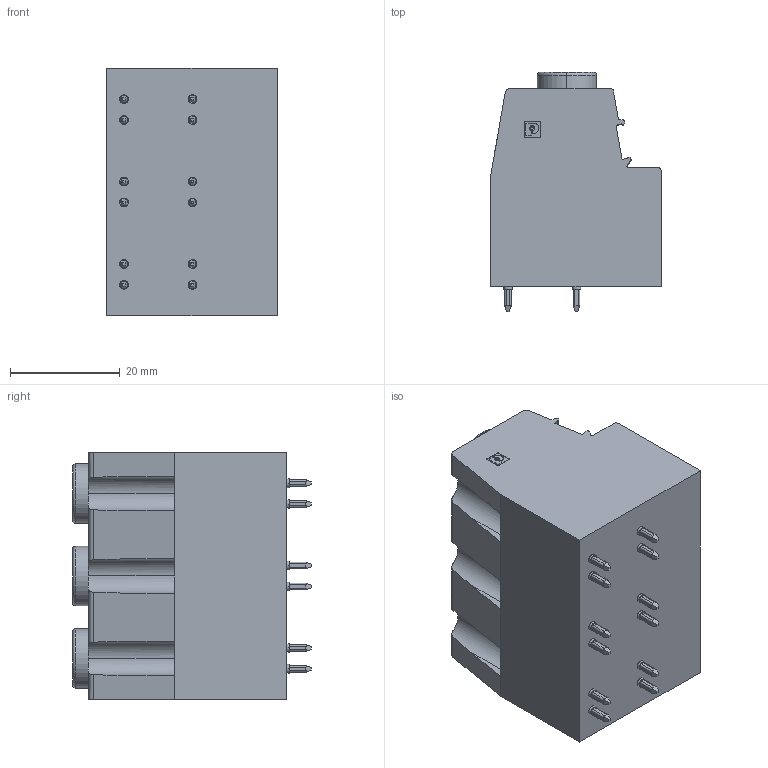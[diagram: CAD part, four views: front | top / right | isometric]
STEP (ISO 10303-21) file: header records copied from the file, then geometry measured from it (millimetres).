
FILE_DESCRIPTION(('STEP AP203'),'1');
FILE_NAME('1932591.stp','2020-10-22T20:02:53',('TraceParts'),('TraceParts S.A.'),'Spatial InterOp 3D',' ',' ');
FILE_SCHEMA(('CONFIG_CONTROL_DESIGN'));
Length unit declared in the file: millimetre
Products named in the file (1): 1
Bounding box: 31 x 43.5 x 45 mm (x, y, z)
Volume: 39514.6 mm3; surface area: 10666.8 mm2
Topology: 1 solids, 1 shells, 488 faces, 1275 edges, 832 vertices
Faces by surface type: plane 324, cylinder 146, torus 18
Entity records: 16114 total; most frequent: CARTESIAN_POINT 3721, DIRECTION 2641, ORIENTED_EDGE 2550, EDGE_CURVE 1275, AXIS2_PLACEMENT_3D 907, VERTEX_POINT 832, LINE 827, VECTOR 827
